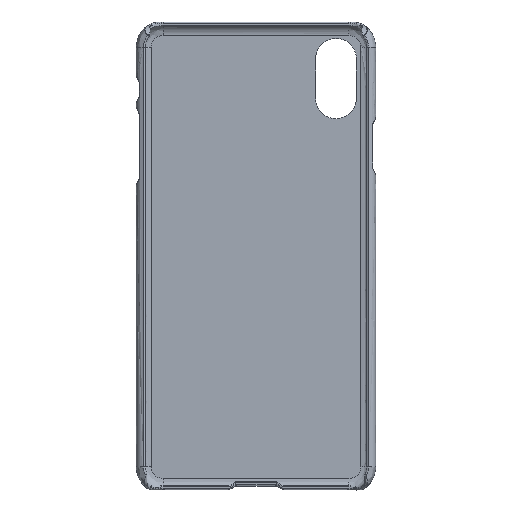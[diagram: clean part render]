
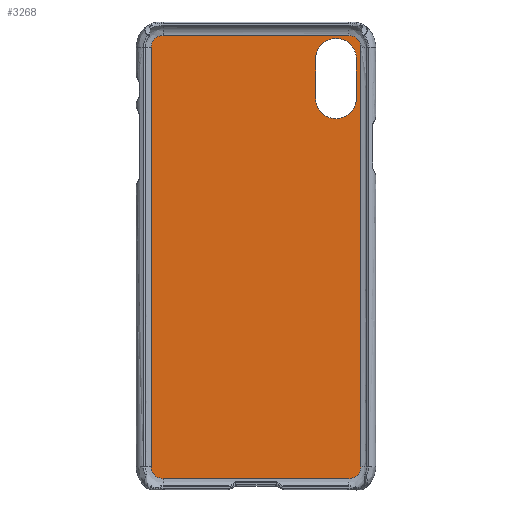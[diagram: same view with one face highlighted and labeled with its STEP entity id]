
A CAD part, top view. The second image highlights one B-rep face of the part: STEP entity #3268.
In plain terms, the highlighted free-form (B-spline) face has degree [1, 1] with [2, 2] control points.
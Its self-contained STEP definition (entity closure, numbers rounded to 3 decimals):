
#2105 = VERTEX_POINT('',#2106);
#2106 = CARTESIAN_POINT('',(28.024,54.248,
    1.079));
#2114 = EDGE_CURVE('',#2115,#2105,#2117,.T.);
#2115 = VERTEX_POINT('',#2116);
#2116 = CARTESIAN_POINT('',(-23.865,54.248,
    1.079));
#2117 = B_SPLINE_CURVE_WITH_KNOTS('',1,(#2118,#2119),.UNSPECIFIED.,.F.,
  .F.,(2,2),(-28.745,33.755),.PIECEWISE_BEZIER_KNOTS.);
#2118 = CARTESIAN_POINT('',(-23.865,54.248,
    1.079));
#2119 = CARTESIAN_POINT('',(28.024,54.248,
    1.079));
#2145 = EDGE_CURVE('',#2146,#2115,#2148,.T.);
#2146 = VERTEX_POINT('',#2147);
#2147 = CARTESIAN_POINT('',(-27.186,50.927,
    1.079));
#2148 = ( BOUNDED_CURVE() B_SPLINE_CURVE(2,(#2149,#2150,#2151),
.UNSPECIFIED.,.F.,.F.) B_SPLINE_CURVE_WITH_KNOTS((3,3),(3.142,
4.712),.PIECEWISE_BEZIER_KNOTS.) CURVE() 
GEOMETRIC_REPRESENTATION_ITEM() RATIONAL_B_SPLINE_CURVE((1.,
0.707,1.)) REPRESENTATION_ITEM('') );
#2149 = CARTESIAN_POINT('',(-27.186,50.927,
    1.079));
#2150 = CARTESIAN_POINT('',(-27.186,54.248,
    1.079));
#2151 = CARTESIAN_POINT('',(-23.865,54.248,
    1.079));
#3268 = ADVANCED_FACE('',(#3269,#3305),#3352,.T.);
#3269 = FACE_BOUND('',#3270,.T.);
#3270 = EDGE_LOOP('',(#3271,#3283,#3290,#3300));
#3271 = ORIENTED_EDGE('',*,*,#3272,.T.);
#3272 = EDGE_CURVE('',#3273,#3275,#3277,.T.);
#3273 = VERTEX_POINT('',#3274);
#3274 = CARTESIAN_POINT('',(30.1,36.689,
    1.079));
#3275 = VERTEX_POINT('',#3276);
#3276 = CARTESIAN_POINT('',(18.725,36.689,
    1.079));
#3277 = ( BOUNDED_CURVE() B_SPLINE_CURVE(2,(#3278,#3279,#3280,#3281,
#3282),.UNSPECIFIED.,.F.,.F.) B_SPLINE_CURVE_WITH_KNOTS((3,2,3),(0.,
1.571,3.142),.PIECEWISE_BEZIER_KNOTS.) CURVE() 
GEOMETRIC_REPRESENTATION_ITEM() RATIONAL_B_SPLINE_CURVE((1.,
0.707,1.,0.707,1.)) REPRESENTATION_ITEM('') );
#3278 = CARTESIAN_POINT('',(30.1,36.689,
    1.079));
#3279 = CARTESIAN_POINT('',(30.1,31.002,
    1.079));
#3280 = CARTESIAN_POINT('',(24.413,31.002,
    1.079));
#3281 = CARTESIAN_POINT('',(18.725,31.002,
    1.079));
#3282 = CARTESIAN_POINT('',(18.725,36.689,
    1.079));
#3283 = ORIENTED_EDGE('',*,*,#3284,.T.);
#3284 = EDGE_CURVE('',#3275,#3285,#3287,.T.);
#3285 = VERTEX_POINT('',#3286);
#3286 = CARTESIAN_POINT('',(18.725,47.731,
    1.079));
#3287 = B_SPLINE_CURVE_WITH_KNOTS('',1,(#3288,#3289),.UNSPECIFIED.,.F.,
  .F.,(2,2),(44.191,57.491),.PIECEWISE_BEZIER_KNOTS.);
#3288 = CARTESIAN_POINT('',(18.725,36.689,
    1.079));
#3289 = CARTESIAN_POINT('',(18.725,47.731,
    1.079));
#3290 = ORIENTED_EDGE('',*,*,#3291,.T.);
#3291 = EDGE_CURVE('',#3285,#3292,#3294,.T.);
#3292 = VERTEX_POINT('',#3293);
#3293 = CARTESIAN_POINT('',(30.1,47.731,
    1.079));
#3294 = ( BOUNDED_CURVE() B_SPLINE_CURVE(2,(#3295,#3296,#3297,#3298,
#3299),.UNSPECIFIED.,.F.,.F.) B_SPLINE_CURVE_WITH_KNOTS((3,2,3),(
    3.142,4.712,6.283),
.PIECEWISE_BEZIER_KNOTS.) CURVE() GEOMETRIC_REPRESENTATION_ITEM() 
RATIONAL_B_SPLINE_CURVE((1.,0.707,1.,0.707,1.)) 
REPRESENTATION_ITEM('') );
#3295 = CARTESIAN_POINT('',(18.725,47.731,
    1.079));
#3296 = CARTESIAN_POINT('',(18.725,53.418,
    1.079));
#3297 = CARTESIAN_POINT('',(24.413,53.418,
    1.079));
#3298 = CARTESIAN_POINT('',(30.1,53.418,
    1.079));
#3299 = CARTESIAN_POINT('',(30.1,47.731,
    1.079));
#3300 = ORIENTED_EDGE('',*,*,#3301,.F.);
#3301 = EDGE_CURVE('',#3273,#3292,#3302,.T.);
#3302 = B_SPLINE_CURVE_WITH_KNOTS('',1,(#3303,#3304),.UNSPECIFIED.,.F.,
  .F.,(2,2),(44.191,57.491),.PIECEWISE_BEZIER_KNOTS.);
#3303 = CARTESIAN_POINT('',(30.1,36.689,
    1.079));
#3304 = CARTESIAN_POINT('',(30.1,47.731,
    1.079));
#3305 = FACE_BOUND('',#3306,.T.);
#3306 = EDGE_LOOP('',(#3307,#3317,#3324,#3330,#3331,#3332,#3339,#3347));
#3307 = ORIENTED_EDGE('',*,*,#3308,.F.);
#3308 = EDGE_CURVE('',#3309,#3311,#3313,.T.);
#3309 = VERTEX_POINT('',#3310);
#3310 = CARTESIAN_POINT('',(31.345,-66.134,
    1.079));
#3311 = VERTEX_POINT('',#3312);
#3312 = CARTESIAN_POINT('',(28.024,-69.455,
    1.079));
#3313 = ( BOUNDED_CURVE() B_SPLINE_CURVE(2,(#3314,#3315,#3316),
.UNSPECIFIED.,.F.,.F.) B_SPLINE_CURVE_WITH_KNOTS((3,3),(0.,
1.571),.PIECEWISE_BEZIER_KNOTS.) CURVE() 
GEOMETRIC_REPRESENTATION_ITEM() RATIONAL_B_SPLINE_CURVE((1.,
0.707,1.)) REPRESENTATION_ITEM('') );
#3314 = CARTESIAN_POINT('',(31.345,-66.134,
    1.079));
#3315 = CARTESIAN_POINT('',(31.345,-69.455,
    1.079));
#3316 = CARTESIAN_POINT('',(28.024,-69.455,
    1.079));
#3317 = ORIENTED_EDGE('',*,*,#3318,.F.);
#3318 = EDGE_CURVE('',#3319,#3309,#3321,.T.);
#3319 = VERTEX_POINT('',#3320);
#3320 = CARTESIAN_POINT('',(31.345,50.927,
    1.079));
#3321 = B_SPLINE_CURVE_WITH_KNOTS('',1,(#3322,#3323),.UNSPECIFIED.,.F.,
  .F.,(2,2),(-61.341,79.659),.PIECEWISE_BEZIER_KNOTS.);
#3322 = CARTESIAN_POINT('',(31.345,50.927,
    1.079));
#3323 = CARTESIAN_POINT('',(31.345,-66.134,
    1.079));
#3324 = ORIENTED_EDGE('',*,*,#3325,.F.);
#3325 = EDGE_CURVE('',#2105,#3319,#3326,.T.);
#3326 = ( BOUNDED_CURVE() B_SPLINE_CURVE(2,(#3327,#3328,#3329),
.UNSPECIFIED.,.F.,.F.) B_SPLINE_CURVE_WITH_KNOTS((3,3),(4.712,
6.283),.PIECEWISE_BEZIER_KNOTS.) CURVE() 
GEOMETRIC_REPRESENTATION_ITEM() RATIONAL_B_SPLINE_CURVE((1.,
0.707,1.)) REPRESENTATION_ITEM('') );
#3327 = CARTESIAN_POINT('',(28.024,54.248,
    1.079));
#3328 = CARTESIAN_POINT('',(31.345,54.248,
    1.079));
#3329 = CARTESIAN_POINT('',(31.345,50.927,
    1.079));
#3330 = ORIENTED_EDGE('',*,*,#2114,.F.);
#3331 = ORIENTED_EDGE('',*,*,#2145,.F.);
#3332 = ORIENTED_EDGE('',*,*,#3333,.F.);
#3333 = EDGE_CURVE('',#3334,#2146,#3336,.T.);
#3334 = VERTEX_POINT('',#3335);
#3335 = CARTESIAN_POINT('',(-27.186,-66.134,
    1.079));
#3336 = B_SPLINE_CURVE_WITH_KNOTS('',1,(#3337,#3338),.UNSPECIFIED.,.F.,
  .F.,(2,2),(-79.659,61.341),.PIECEWISE_BEZIER_KNOTS.);
#3337 = CARTESIAN_POINT('',(-27.186,-66.134,
    1.079));
#3338 = CARTESIAN_POINT('',(-27.186,50.927,
    1.079));
#3339 = ORIENTED_EDGE('',*,*,#3340,.F.);
#3340 = EDGE_CURVE('',#3341,#3334,#3343,.T.);
#3341 = VERTEX_POINT('',#3342);
#3342 = CARTESIAN_POINT('',(-23.865,-69.455,
    1.079));
#3343 = ( BOUNDED_CURVE() B_SPLINE_CURVE(2,(#3344,#3345,#3346),
.UNSPECIFIED.,.F.,.F.) B_SPLINE_CURVE_WITH_KNOTS((3,3),(1.571,
3.142),.PIECEWISE_BEZIER_KNOTS.) CURVE() 
GEOMETRIC_REPRESENTATION_ITEM() RATIONAL_B_SPLINE_CURVE((1.,
0.707,1.)) REPRESENTATION_ITEM('') );
#3344 = CARTESIAN_POINT('',(-23.865,-69.455,
    1.079));
#3345 = CARTESIAN_POINT('',(-27.186,-69.455,
    1.079));
#3346 = CARTESIAN_POINT('',(-27.186,-66.134,
    1.079));
#3347 = ORIENTED_EDGE('',*,*,#3348,.F.);
#3348 = EDGE_CURVE('',#3311,#3341,#3349,.T.);
#3349 = B_SPLINE_CURVE_WITH_KNOTS('',1,(#3350,#3351),.UNSPECIFIED.,.F.,
  .F.,(2,2),(-33.755,28.745),.PIECEWISE_BEZIER_KNOTS.);
#3350 = CARTESIAN_POINT('',(28.024,-69.455,
    1.079));
#3351 = CARTESIAN_POINT('',(-23.865,-69.455,
    1.079));
#3352 = B_SPLINE_SURFACE_WITH_KNOTS('',1,1,(
    (#3353,#3354)
    ,(#3355,#3356
    )),.UNSPECIFIED.,.F.,.F.,.F.,(2,2),(2,2),(-32.745,
    37.755),(-83.659,65.341),
  .PIECEWISE_BEZIER_KNOTS.);
#3353 = CARTESIAN_POINT('',(-27.186,-69.455,
    1.079));
#3354 = CARTESIAN_POINT('',(-27.186,54.248,
    1.079));
#3355 = CARTESIAN_POINT('',(31.345,-69.455,
    1.079));
#3356 = CARTESIAN_POINT('',(31.345,54.248,
    1.079));
